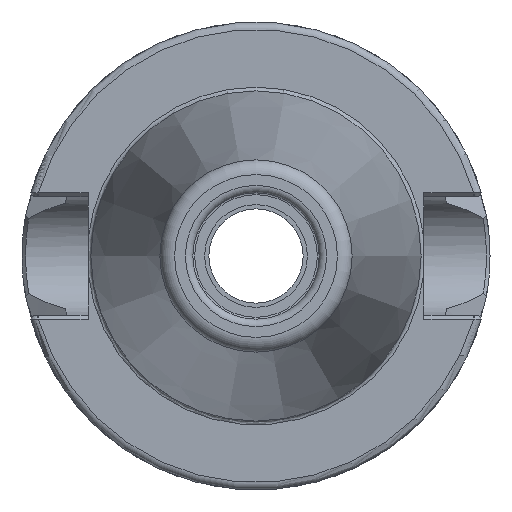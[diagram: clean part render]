
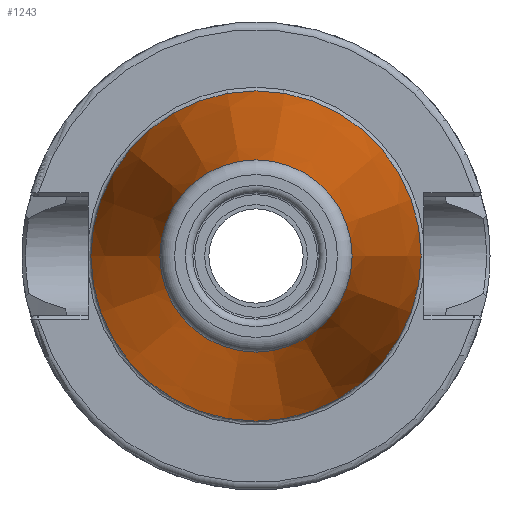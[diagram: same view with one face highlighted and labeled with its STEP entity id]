
A CAD part, left-side view. The second image highlights one B-rep face of the part: STEP entity #1243.
In plain terms, the highlighted conical face has half-angle 8.297 degrees and reference radius 17.581 mm.
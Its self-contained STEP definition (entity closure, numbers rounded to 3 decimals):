
#92=CIRCLE('',#1322,22.225);
#93=CIRCLE('',#1323,22.225);
#146=CIRCLE('',#1398,12.937);
#147=CIRCLE('',#1399,12.937);
#148=CIRCLE('',#1400,12.937);
#155=CONICAL_SURFACE('',#1402,17.581,0.145);
#230=FACE_OUTER_BOUND('',#304,.T.);
#304=EDGE_LOOP('',(#1157,#1158,#1159,#1160,#1161,#1162,#1163));
#363=LINE('',#2793,#422);
#422=VECTOR('',#1741,17.581);
#544=VERTEX_POINT('',#2655);
#545=VERTEX_POINT('',#2657);
#591=VERTEX_POINT('',#2785);
#592=VERTEX_POINT('',#2786);
#593=VERTEX_POINT('',#2788);
#719=EDGE_CURVE('',#544,#545,#92,.T.);
#720=EDGE_CURVE('',#545,#544,#93,.T.);
#779=EDGE_CURVE('',#591,#592,#146,.T.);
#780=EDGE_CURVE('',#593,#591,#147,.T.);
#781=EDGE_CURVE('',#592,#593,#148,.T.);
#783=EDGE_CURVE('',#544,#593,#363,.T.);
#1157=ORIENTED_EDGE('',*,*,#720,.F.);
#1158=ORIENTED_EDGE('',*,*,#719,.F.);
#1159=ORIENTED_EDGE('',*,*,#783,.T.);
#1160=ORIENTED_EDGE('',*,*,#780,.T.);
#1161=ORIENTED_EDGE('',*,*,#779,.T.);
#1162=ORIENTED_EDGE('',*,*,#781,.T.);
#1163=ORIENTED_EDGE('',*,*,#783,.F.);
#1243=ADVANCED_FACE('',(#230),#155,.T.);
#1322=AXIS2_PLACEMENT_3D('',#2658,#1573,#1574);
#1323=AXIS2_PLACEMENT_3D('',#2659,#1575,#1576);
#1398=AXIS2_PLACEMENT_3D('',#2787,#1731,#1732);
#1399=AXIS2_PLACEMENT_3D('',#2789,#1733,#1734);
#1400=AXIS2_PLACEMENT_3D('',#2790,#1735,#1736);
#1402=AXIS2_PLACEMENT_3D('',#2792,#1739,#1740);
#1573=DIRECTION('center_axis',(1.,0.,0.));
#1574=DIRECTION('ref_axis',(0.,0.,-1.));
#1575=DIRECTION('center_axis',(1.,0.,0.));
#1576=DIRECTION('ref_axis',(0.,0.,-1.));
#1731=DIRECTION('center_axis',(1.,0.,0.));
#1732=DIRECTION('ref_axis',(0.,0.,-1.));
#1733=DIRECTION('center_axis',(1.,0.,0.));
#1734=DIRECTION('ref_axis',(0.,0.,-1.));
#1735=DIRECTION('center_axis',(1.,0.,0.));
#1736=DIRECTION('ref_axis',(0.,0.,-1.));
#1739=DIRECTION('center_axis',(1.,0.,0.));
#1740=DIRECTION('ref_axis',(0.,1.,0.));
#1741=DIRECTION('',(-0.99,0.144,0.));
#2655=CARTESIAN_POINT('',(0.,-22.225,0.));
#2657=CARTESIAN_POINT('',(0.,22.225,0.));
#2658=CARTESIAN_POINT('Origin',(0.,0.,
0.));
#2659=CARTESIAN_POINT('Origin',(0.,0.,
0.));
#2785=CARTESIAN_POINT('',(-63.689,12.937,0.));
#2786=CARTESIAN_POINT('',(-63.689,0.,12.937));
#2787=CARTESIAN_POINT('Origin',(-63.689,0.,
0.));
#2788=CARTESIAN_POINT('',(-63.689,-12.937,0.));
#2789=CARTESIAN_POINT('Origin',(-63.689,0.,
0.));
#2790=CARTESIAN_POINT('Origin',(-63.689,0.,
0.));
#2792=CARTESIAN_POINT('Origin',(-31.844,0.,
0.));
#2793=CARTESIAN_POINT('',(-31.844,-17.581,0.));
